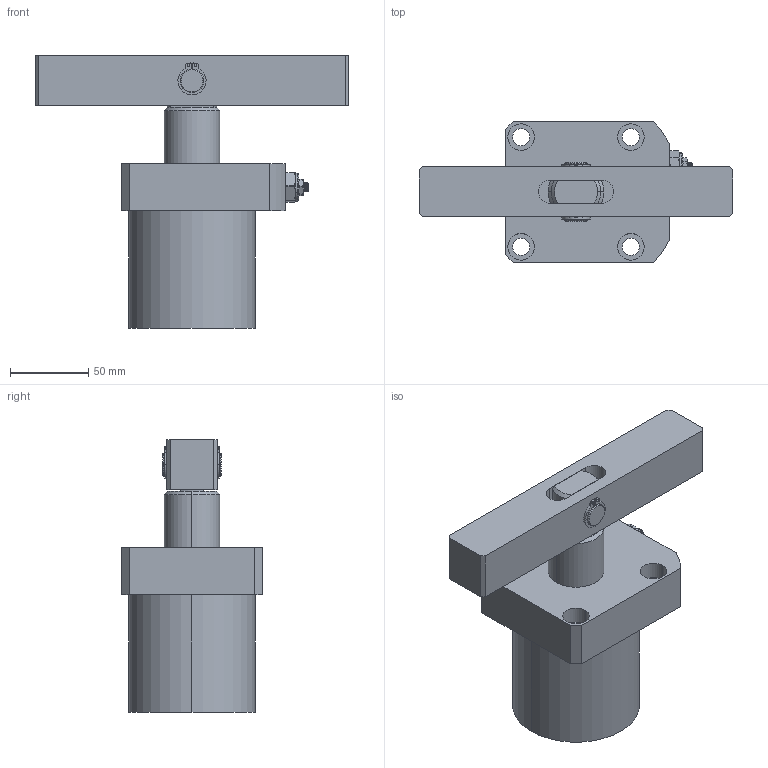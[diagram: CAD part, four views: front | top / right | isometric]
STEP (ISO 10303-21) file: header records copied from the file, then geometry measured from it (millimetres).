
FILE_DESCRIPTION (( 'STEP AP203' ), '1' );
FILE_NAME ('CHS-FAMT63D蚾饜极.STEP', '2019-05-08T00:41:16', ( '' ), ( '' ), 'SwSTEP 2.0', 'SolidWorks 2017', '' );
FILE_SCHEMA (( 'CONFIG_CONTROL_DESIGN' ));
Length unit declared in the file: millimetre
Products named in the file (9): CHS-63D活塞杆_2; CHS-63D-01; 縐銅; 20概极; 傻种; 20覃厒裝; CHS-FAMT63BT; CHS-FAMT63D蚾饜极; hex thin nuts-grades ab-chamfered gb(GB_FASTENER_NUT_STNAB M6-S)
Assembly tree (9 placements, depth 2):
  CHS-FAMT63D蚾饜极
    CHS-63D-01
    CHS-FAMT63BT
    20概极
    20覃厒裝
    hex thin nuts-grades ab-chamfered gb(GB_FASTENER_NUT_STNAB M6-S)
    傻种
    縐銅  x2
    CHS-63D活塞杆_2
Bounding box: 200 x 90 x 174 mm (x, y, z)
Volume: 948737.1 mm3; surface area: 117163.7 mm2
Topology: 11 solids, 11 shells, 504 faces, 1314 edges, 848 vertices
Faces by surface type: cylinder 215, plane 119, bspline 93, cone 69, torus 8
Entity records: 22352 total; most frequent: CARTESIAN_POINT 10736, ORIENTED_EDGE 2500, DIRECTION 1863, EDGE_CURVE 1250, VERTEX_POINT 808, AXIS2_PLACEMENT_3D 723, EDGE_LOOP 542, ADVANCED_FACE 482
